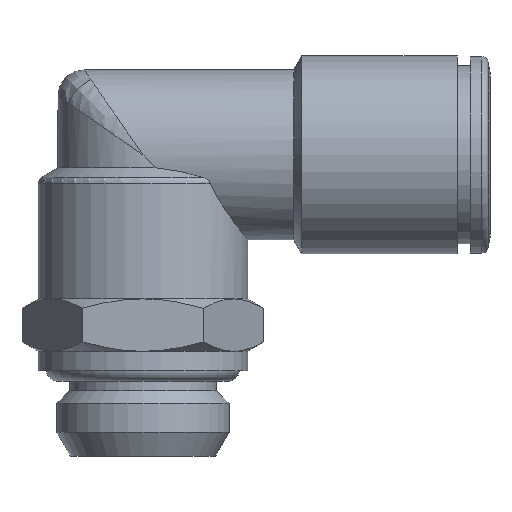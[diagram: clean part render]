
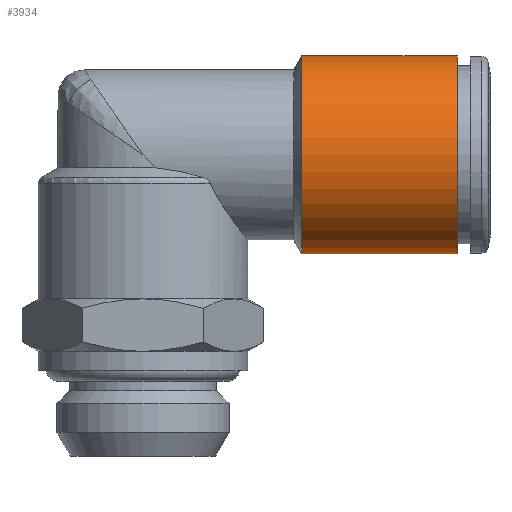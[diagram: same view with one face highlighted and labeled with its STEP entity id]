
A CAD part, front view. The second image highlights one B-rep face of the part: STEP entity #3934.
In plain terms, the highlighted cylindrical face has radius 7.55 mm (diameter 15.1 mm), a full revolution.
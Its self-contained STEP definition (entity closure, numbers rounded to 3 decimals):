
#1270=CYLINDRICAL_SURFACE('',#3828,7.55);
#1451=ORIENTED_EDGE('',*,*,#1737,.T.);
#1452=ORIENTED_EDGE('',*,*,#1736,.F.);
#1549=CIRCLE('',#3827,7.55);
#1550=CIRCLE('',#3829,7.55);
#1630=VERTEX_POINT('',#3141);
#1631=VERTEX_POINT('',#3144);
#1736=EDGE_CURVE('',#1630,#1630,#1549,.T.);
#1737=EDGE_CURVE('',#1631,#1631,#1550,.T.);
#1857=EDGE_LOOP('',(#1451));
#1858=EDGE_LOOP('',(#1452));
#1980=FACE_BOUND('',#1857,.T.);
#1981=FACE_BOUND('',#1858,.T.);
#2297=DIRECTION('',(1.,0.,0.));
#2298=DIRECTION('',(0.,7.55,0.));
#2299=DIRECTION('',(-1.,0.,0.));
#2300=DIRECTION('',(0.,1.,0.));
#2301=DIRECTION('',(1.,0.,0.));
#2302=DIRECTION('',(0.,7.55,0.));
#3141=CARTESIAN_POINT('',(17.468,25.834,0.));
#3142=CARTESIAN_POINT('',(17.468,18.284,0.));
#3143=CARTESIAN_POINT('',(17.468,18.284,0.));
#3144=CARTESIAN_POINT('',(5.575,25.834,0.));
#3145=CARTESIAN_POINT('',(5.575,18.284,0.));
#3827=AXIS2_PLACEMENT_3D('',#3142,#2297,#2298);
#3828=AXIS2_PLACEMENT_3D('',#3143,#2299,#2300);
#3829=AXIS2_PLACEMENT_3D('',#3145,#2301,#2302);
#3934=ADVANCED_FACE('',(#1980,#1981),#1270,.T.);
